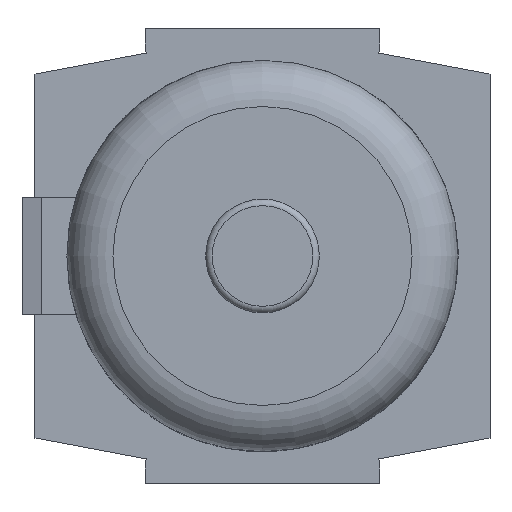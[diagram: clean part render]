
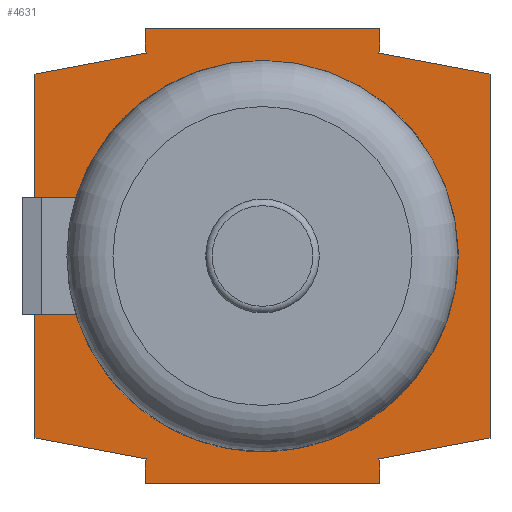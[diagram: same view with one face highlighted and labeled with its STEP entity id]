
A CAD part, front view. The second image highlights one B-rep face of the part: STEP entity #4631.
In plain terms, the highlighted planar face has unit normal (0, -1, 0).
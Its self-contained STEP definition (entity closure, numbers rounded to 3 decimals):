
#167=PLANE('',#4956);
#444=LINE('',#7074,#909);
#448=LINE('',#7083,#913);
#454=LINE('',#7093,#919);
#460=LINE('',#7108,#925);
#466=LINE('',#7119,#931);
#472=LINE('',#7132,#937);
#490=LINE('',#7174,#955);
#491=LINE('',#7176,#956);
#493=LINE('',#7180,#958);
#496=LINE('',#7186,#961);
#497=LINE('',#7188,#962);
#498=LINE('',#7191,#963);
#499=LINE('',#7192,#964);
#500=LINE('',#7193,#965);
#501=LINE('',#7195,#966);
#502=LINE('',#7197,#967);
#503=LINE('',#7198,#968);
#504=LINE('',#7200,#969);
#505=LINE('',#7202,#970);
#909=VECTOR('',#5528,1000.);
#913=VECTOR('',#5534,1000.);
#919=VECTOR('',#5542,1000.);
#925=VECTOR('',#5554,1000.);
#931=VECTOR('',#5562,1000.);
#937=VECTOR('',#5574,1000.);
#955=VECTOR('',#5606,1000.);
#956=VECTOR('',#5609,1000.);
#958=VECTOR('',#5613,1000.);
#961=VECTOR('',#5618,1000.);
#962=VECTOR('',#5621,1000.);
#963=VECTOR('',#5622,1000.);
#964=VECTOR('',#5623,1000.);
#965=VECTOR('',#5624,1000.);
#966=VECTOR('',#5625,1000.);
#967=VECTOR('',#5626,1000.);
#968=VECTOR('',#5627,1000.);
#969=VECTOR('',#5628,1000.);
#970=VECTOR('',#5629,1000.);
#1575=ORIENTED_EDGE('',*,*,#2881,.F.);
#1576=ORIENTED_EDGE('',*,*,#2882,.F.);
#1577=ORIENTED_EDGE('',*,*,#2741,.F.);
#1578=ORIENTED_EDGE('',*,*,#2883,.T.);
#1579=ORIENTED_EDGE('',*,*,#2874,.T.);
#1580=ORIENTED_EDGE('',*,*,#2884,.F.);
#1581=ORIENTED_EDGE('',*,*,#2885,.F.);
#1582=ORIENTED_EDGE('',*,*,#2886,.F.);
#1583=ORIENTED_EDGE('',*,*,#2875,.T.);
#1584=ORIENTED_EDGE('',*,*,#2826,.T.);
#1585=ORIENTED_EDGE('',*,*,#2832,.T.);
#1586=ORIENTED_EDGE('',*,*,#2822,.F.);
#1587=ORIENTED_EDGE('',*,*,#2880,.T.);
#1588=ORIENTED_EDGE('',*,*,#2887,.F.);
#1589=ORIENTED_EDGE('',*,*,#2888,.F.);
#1590=ORIENTED_EDGE('',*,*,#2889,.F.);
#1591=ORIENTED_EDGE('',*,*,#2877,.T.);
#1592=ORIENTED_EDGE('',*,*,#2839,.F.);
#1593=ORIENTED_EDGE('',*,*,#2852,.F.);
#1594=ORIENTED_EDGE('',*,*,#2845,.T.);
#2741=EDGE_CURVE('',#3408,#3410,#3794,.F.);
#2822=EDGE_CURVE('',#3489,#3490,#444,.T.);
#2826=EDGE_CURVE('',#3494,#3493,#448,.T.);
#2832=EDGE_CURVE('',#3493,#3490,#454,.T.);
#2839=EDGE_CURVE('',#3502,#3503,#460,.T.);
#2845=EDGE_CURVE('',#3507,#3506,#466,.T.);
#2852=EDGE_CURVE('',#3507,#3502,#472,.T.);
#2874=EDGE_CURVE('',#3506,#3527,#490,.T.);
#2875=EDGE_CURVE('',#3528,#3494,#491,.T.);
#2877=EDGE_CURVE('',#3529,#3503,#493,.T.);
#2880=EDGE_CURVE('',#3489,#3530,#496,.T.);
#2881=EDGE_CURVE('',#3531,#3532,#497,.T.);
#2882=EDGE_CURVE('',#3410,#3531,#498,.T.);
#2883=EDGE_CURVE('',#3408,#3532,#499,.T.);
#2884=EDGE_CURVE('',#3533,#3527,#500,.T.);
#2885=EDGE_CURVE('',#3534,#3533,#501,.T.);
#2886=EDGE_CURVE('',#3528,#3534,#502,.T.);
#2887=EDGE_CURVE('',#3535,#3530,#503,.T.);
#2888=EDGE_CURVE('',#3536,#3535,#504,.T.);
#2889=EDGE_CURVE('',#3529,#3536,#505,.T.);
#3408=VERTEX_POINT('',#6774);
#3410=VERTEX_POINT('',#6777);
#3489=VERTEX_POINT('',#7073);
#3490=VERTEX_POINT('',#7075);
#3493=VERTEX_POINT('',#7082);
#3494=VERTEX_POINT('',#7084);
#3502=VERTEX_POINT('',#7107);
#3503=VERTEX_POINT('',#7109);
#3506=VERTEX_POINT('',#7118);
#3507=VERTEX_POINT('',#7120);
#3527=VERTEX_POINT('',#7173);
#3528=VERTEX_POINT('',#7177);
#3529=VERTEX_POINT('',#7181);
#3530=VERTEX_POINT('',#7185);
#3531=VERTEX_POINT('',#7189);
#3532=VERTEX_POINT('',#7190);
#3533=VERTEX_POINT('',#7194);
#3534=VERTEX_POINT('',#7196);
#3535=VERTEX_POINT('',#7199);
#3536=VERTEX_POINT('',#7201);
#3794=CIRCLE('',#4913,30.1);
#3956=EDGE_LOOP('',(#1575,#1576,#1577,#1578));
#3957=EDGE_LOOP('',(#1579,#1580,#1581,#1582,#1583,#1584,#1585,#1586,#1587,
#1588,#1589,#1590,#1591,#1592,#1593,#1594));
#4269=FACE_BOUND('',#3956,.T.);
#4270=FACE_BOUND('',#3957,.T.);
#4631=ADVANCED_FACE('',(#4269,#4270),#167,.F.);
#4913=AXIS2_PLACEMENT_3D('',#6776,#5458,#5459);
#4956=AXIS2_PLACEMENT_3D('',#7187,#5619,#5620);
#5458=DIRECTION('',(0.,1.,0.));
#5459=DIRECTION('',(0.,0.,1.));
#5528=DIRECTION('',(0.,0.,-1.));
#5534=DIRECTION('',(0.,0.,-1.));
#5542=DIRECTION('',(1.,0.,0.));
#5554=DIRECTION('',(0.,0.,-1.));
#5562=DIRECTION('',(0.,0.,-1.));
#5574=DIRECTION('',(1.,0.,0.));
#5606=DIRECTION('',(0.643,0.,-0.766));
#5609=DIRECTION('',(-0.643,0.,-0.766));
#5613=DIRECTION('',(0.643,0.,0.766));
#5618=DIRECTION('',(-0.643,0.,0.766));
#5619=DIRECTION('',(0.,1.,0.));
#5620=DIRECTION('',(0.,0.,1.));
#5621=DIRECTION('',(0.,0.,-1.));
#5622=DIRECTION('',(-1.,0.,0.));
#5623=DIRECTION('',(-1.,0.,0.));
#5624=DIRECTION('',(0.983,0.,0.184));
#5625=DIRECTION('',(0.,0.,1.));
#5626=DIRECTION('',(-0.983,0.,0.184));
#5627=DIRECTION('',(-0.983,0.,-0.184));
#5628=DIRECTION('',(0.,0.,-1.));
#5629=DIRECTION('',(0.983,0.,-0.184));
#6774=CARTESIAN_POINT('',(-28.723,0.,-9.));
#6776=CARTESIAN_POINT('',(0.,0.,0.));
#6777=CARTESIAN_POINT('',(-28.723,0.,9.));
#7073=CARTESIAN_POINT('',(18.,0.,-31.5));
#7074=CARTESIAN_POINT('',(18.,0.,35.));
#7075=CARTESIAN_POINT('',(18.,0.,-35.));
#7082=CARTESIAN_POINT('',(-18.,0.,-35.));
#7083=CARTESIAN_POINT('',(-18.,0.,35.));
#7084=CARTESIAN_POINT('',(-18.,0.,-31.5));
#7093=CARTESIAN_POINT('',(-18.,0.,-35.));
#7107=CARTESIAN_POINT('',(18.,0.,35.));
#7108=CARTESIAN_POINT('',(18.,0.,35.));
#7109=CARTESIAN_POINT('',(18.,0.,31.5));
#7118=CARTESIAN_POINT('',(-18.,0.,31.5));
#7119=CARTESIAN_POINT('',(-18.,0.,35.));
#7120=CARTESIAN_POINT('',(-18.,0.,35.));
#7132=CARTESIAN_POINT('',(-18.,0.,35.));
#7173=CARTESIAN_POINT('',(-17.773,0.,31.23));
#7174=CARTESIAN_POINT('',(-18.,0.,31.5));
#7176=CARTESIAN_POINT('',(-16.,0.,-29.116));
#7177=CARTESIAN_POINT('',(-17.773,0.,-31.23));
#7180=CARTESIAN_POINT('',(16.,0.,29.116));
#7181=CARTESIAN_POINT('',(17.773,0.,31.23));
#7185=CARTESIAN_POINT('',(17.773,0.,-31.23));
#7186=CARTESIAN_POINT('',(18.,0.,-31.5));
#7187=CARTESIAN_POINT('',(-18.,0.,35.));
#7188=CARTESIAN_POINT('',(-34.,0.,9.));
#7189=CARTESIAN_POINT('',(-34.,0.,9.));
#7190=CARTESIAN_POINT('',(-34.,0.,-9.));
#7191=CARTESIAN_POINT('',(-28.1,0.,9.));
#7192=CARTESIAN_POINT('',(-28.1,0.,-9.));
#7193=CARTESIAN_POINT('',(-35.,0.,28.));
#7194=CARTESIAN_POINT('',(-35.,0.,28.));
#7195=CARTESIAN_POINT('',(-35.,0.,-28.));
#7196=CARTESIAN_POINT('',(-35.,0.,-28.));
#7197=CARTESIAN_POINT('',(-15.,0.,-31.75));
#7198=CARTESIAN_POINT('',(35.,0.,-28.));
#7199=CARTESIAN_POINT('',(35.,0.,-28.));
#7200=CARTESIAN_POINT('',(35.,0.,28.));
#7201=CARTESIAN_POINT('',(35.,0.,28.));
#7202=CARTESIAN_POINT('',(15.,0.,31.75));
